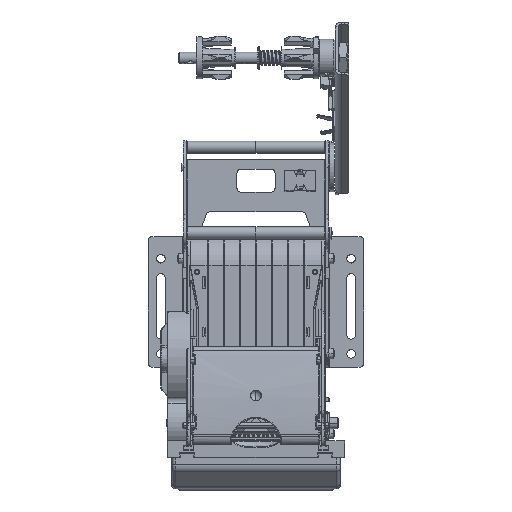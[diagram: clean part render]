
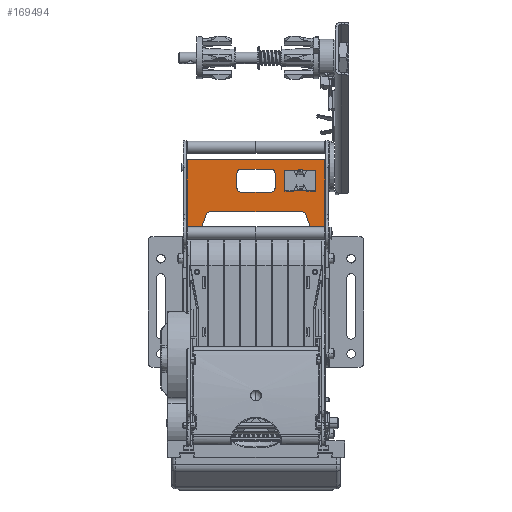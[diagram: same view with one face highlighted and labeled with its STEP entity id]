
A CAD part, front view. The second image highlights one B-rep face of the part: STEP entity #169494.
In plain terms, the highlighted planar face has unit normal (0, -1, 0).
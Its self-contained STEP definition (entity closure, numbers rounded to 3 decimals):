
#166549=DIRECTION('',(-1.,0.,0.));
#166550=VECTOR('',#166549,48.464);
#166551=CARTESIAN_POINT('',(24.232,48.123,58.35));
#166552=LINE('',#166551,#166550);
#166553=CARTESIAN_POINT('',(-24.232,48.123,56.35));
#166554=DIRECTION('',(0.,-1.,0.));
#166555=DIRECTION('',(0.,0.,1.));
#166556=AXIS2_PLACEMENT_3D('',#166553,#166554,#166555);
#166558=DIRECTION('',(-0.342,0.,-0.94));
#166559=VECTOR('',#166558,11.37);
#166560=CARTESIAN_POINT('',(-26.111,48.123,
57.034));
#166561=LINE('',#166560,#166559);
#166562=DIRECTION('',(1.,0.,0.));
#166563=VECTOR('',#166562,72.3);
#166564=CARTESIAN_POINT('',(-36.15,48.123,85.75));
#166565=LINE('',#166564,#166563);
#166566=DIRECTION('',(-0.342,0.,0.94));
#166567=VECTOR('',#166566,11.37);
#166568=CARTESIAN_POINT('',(30.,48.123,46.35));
#166569=LINE('',#166568,#166567);
#166570=CARTESIAN_POINT('',(24.232,48.123,56.35));
#166571=DIRECTION('',(0.,-1.,0.));
#166572=DIRECTION('',(0.94,0.,0.342));
#166573=AXIS2_PLACEMENT_3D('',#166570,#166571,#166572);
#166575=DIRECTION('',(0.,0.,-1.));
#166576=VECTOR('',#166575,8.);
#166577=CARTESIAN_POINT('',(-10.,48.123,78.75));
#166578=LINE('',#166577,#166576);
#166579=CARTESIAN_POINT('',(-8.,48.123,70.75));
#166580=DIRECTION('',(0.,-1.,0.));
#166581=DIRECTION('',(-1.,0.,0.));
#166582=AXIS2_PLACEMENT_3D('',#166579,#166580,#166581);
#166584=DIRECTION('',(1.,0.,0.));
#166585=VECTOR('',#166584,16.);
#166586=CARTESIAN_POINT('',(-8.,48.123,68.75));
#166587=LINE('',#166586,#166585);
#166588=CARTESIAN_POINT('',(8.,48.123,70.75));
#166589=DIRECTION('',(0.,-1.,0.));
#166590=DIRECTION('',(0.,0.,-1.));
#166591=AXIS2_PLACEMENT_3D('',#166588,#166589,#166590);
#166593=DIRECTION('',(0.,0.,1.));
#166594=VECTOR('',#166593,8.);
#166595=CARTESIAN_POINT('',(10.,48.123,70.75));
#166596=LINE('',#166595,#166594);
#166597=CARTESIAN_POINT('',(8.,48.123,78.75));
#166598=DIRECTION('',(0.,-1.,0.));
#166599=DIRECTION('',(1.,0.,0.));
#166600=AXIS2_PLACEMENT_3D('',#166597,#166598,#166599);
#166602=DIRECTION('',(-1.,0.,0.));
#166603=VECTOR('',#166602,16.);
#166604=CARTESIAN_POINT('',(8.,48.123,80.75));
#166605=LINE('',#166604,#166603);
#166606=CARTESIAN_POINT('',(-8.,48.123,78.75));
#166607=DIRECTION('',(0.,-1.,0.));
#166608=DIRECTION('',(0.,0.,1.));
#166609=AXIS2_PLACEMENT_3D('',#166606,#166607,#166608);
#166615=DIRECTION('',(1.,0.,0.));
#166616=VECTOR('',#166615,6.15);
#166617=CARTESIAN_POINT('',(-36.15,48.123,46.35));
#166618=LINE('',#166617,#166616);
#166641=DIRECTION('',(0.,0.,-1.));
#166642=VECTOR('',#166641,39.4);
#166643=CARTESIAN_POINT('',(-36.15,48.123,85.75));
#166644=LINE('',#166643,#166642);
#168173=DIRECTION('',(0.,0.,1.));
#168174=VECTOR('',#168173,39.4);
#168175=CARTESIAN_POINT('',(36.15,48.123,46.35));
#168176=LINE('',#168175,#168174);
#168191=DIRECTION('',(1.,0.,0.));
#168192=VECTOR('',#168191,6.15);
#168193=CARTESIAN_POINT('',(30.,48.123,46.35));
#168194=LINE('',#168193,#168192);
#168865=CARTESIAN_POINT('',(-26.111,48.123,
57.034));
#168866=VERTEX_POINT('',#168865);
#168867=CARTESIAN_POINT('',(-30.,48.123,46.35));
#168868=VERTEX_POINT('',#168867);
#168869=CARTESIAN_POINT('',(-24.232,48.123,58.35));
#168870=VERTEX_POINT('',#168869);
#168871=CARTESIAN_POINT('',(24.232,48.123,58.35));
#168872=VERTEX_POINT('',#168871);
#168873=CARTESIAN_POINT('',(26.111,48.123,
57.034));
#168874=VERTEX_POINT('',#168873);
#168875=CARTESIAN_POINT('',(30.,48.123,46.35));
#168876=VERTEX_POINT('',#168875);
#168877=CARTESIAN_POINT('',(-36.15,48.123,46.35));
#168878=VERTEX_POINT('',#168877);
#168879=CARTESIAN_POINT('',(-36.15,48.123,85.75));
#168880=VERTEX_POINT('',#168879);
#168881=CARTESIAN_POINT('',(36.15,48.123,85.75));
#168882=VERTEX_POINT('',#168881);
#168883=CARTESIAN_POINT('',(36.15,48.123,46.35));
#168884=VERTEX_POINT('',#168883);
#168885=CARTESIAN_POINT('',(-10.,48.123,78.75));
#168886=CARTESIAN_POINT('',(-10.,48.123,70.75));
#168887=VERTEX_POINT('',#168885);
#168888=VERTEX_POINT('',#168886);
#168889=CARTESIAN_POINT('',(-8.,48.123,68.75));
#168890=VERTEX_POINT('',#168889);
#168891=CARTESIAN_POINT('',(8.,48.123,68.75));
#168892=VERTEX_POINT('',#168891);
#168893=CARTESIAN_POINT('',(10.,48.123,70.75));
#168894=VERTEX_POINT('',#168893);
#168895=CARTESIAN_POINT('',(10.,48.123,78.75));
#168896=VERTEX_POINT('',#168895);
#168897=CARTESIAN_POINT('',(8.,48.123,80.75));
#168898=VERTEX_POINT('',#168897);
#168899=CARTESIAN_POINT('',(-8.,48.123,80.75));
#168900=VERTEX_POINT('',#168899);
#169454=CARTESIAN_POINT('',(0.,48.123,-23.25));
#169455=DIRECTION('',(0.,-1.,0.));
#169456=DIRECTION('',(0.,0.,1.));
#169457=AXIS2_PLACEMENT_3D('',#169454,#169455,#169456);
#169458=PLANE('',#169457);
#169459=ORIENTED_EDGE('',*,*,#169385,.T.);
#169460=ORIENTED_EDGE('',*,*,#169359,.T.);
#169461=ORIENTED_EDGE('',*,*,#169333,.T.);
#169463=ORIENTED_EDGE('',*,*,#169462,.F.);
#169465=ORIENTED_EDGE('',*,*,#169464,.F.);
#169467=ORIENTED_EDGE('',*,*,#169466,.T.);
#169469=ORIENTED_EDGE('',*,*,#169468,.F.);
#169471=ORIENTED_EDGE('',*,*,#169470,.F.);
#169472=ORIENTED_EDGE('',*,*,#169434,.T.);
#169473=ORIENTED_EDGE('',*,*,#169411,.T.);
#169474=EDGE_LOOP('',(#169459,#169460,#169461,#169463,#169465,#169467,#169469,
#169471,#169472,#169473));
#169475=FACE_OUTER_BOUND('',#169474,.F.);
#169477=ORIENTED_EDGE('',*,*,#169476,.T.);
#169479=ORIENTED_EDGE('',*,*,#169478,.T.);
#169481=ORIENTED_EDGE('',*,*,#169480,.T.);
#169483=ORIENTED_EDGE('',*,*,#169482,.T.);
#169485=ORIENTED_EDGE('',*,*,#169484,.T.);
#169487=ORIENTED_EDGE('',*,*,#169486,.T.);
#169489=ORIENTED_EDGE('',*,*,#169488,.T.);
#169491=ORIENTED_EDGE('',*,*,#169490,.T.);
#169492=EDGE_LOOP('',(#169477,#169479,#169481,#169483,#169485,#169487,#169489,
#169491));
#169493=FACE_BOUND('',#169492,.F.);
#166557=CIRCLE('',#166556,2.);
#166574=CIRCLE('',#166573,2.);
#166583=CIRCLE('',#166582,2.);
#166592=CIRCLE('',#166591,2.);
#166601=CIRCLE('',#166600,2.);
#166610=CIRCLE('',#166609,2.);
#169333=EDGE_CURVE('',#168866,#168868,#166561,.T.);
#169359=EDGE_CURVE('',#168870,#168866,#166557,.T.);
#169385=EDGE_CURVE('',#168872,#168870,#166552,.T.);
#169411=EDGE_CURVE('',#168874,#168872,#166574,.T.);
#169434=EDGE_CURVE('',#168876,#168874,#166569,.T.);
#169462=EDGE_CURVE('',#168878,#168868,#166618,.T.);
#169464=EDGE_CURVE('',#168880,#168878,#166644,.T.);
#169466=EDGE_CURVE('',#168880,#168882,#166565,.T.);
#169468=EDGE_CURVE('',#168884,#168882,#168176,.T.);
#169470=EDGE_CURVE('',#168876,#168884,#168194,.T.);
#169476=EDGE_CURVE('',#168887,#168888,#166578,.T.);
#169478=EDGE_CURVE('',#168888,#168890,#166583,.T.);
#169480=EDGE_CURVE('',#168890,#168892,#166587,.T.);
#169482=EDGE_CURVE('',#168892,#168894,#166592,.T.);
#169484=EDGE_CURVE('',#168894,#168896,#166596,.T.);
#169486=EDGE_CURVE('',#168896,#168898,#166601,.T.);
#169488=EDGE_CURVE('',#168898,#168900,#166605,.T.);
#169490=EDGE_CURVE('',#168900,#168887,#166610,.T.);
#169494=ADVANCED_FACE('',(#169475,#169493),#169458,.T.);
